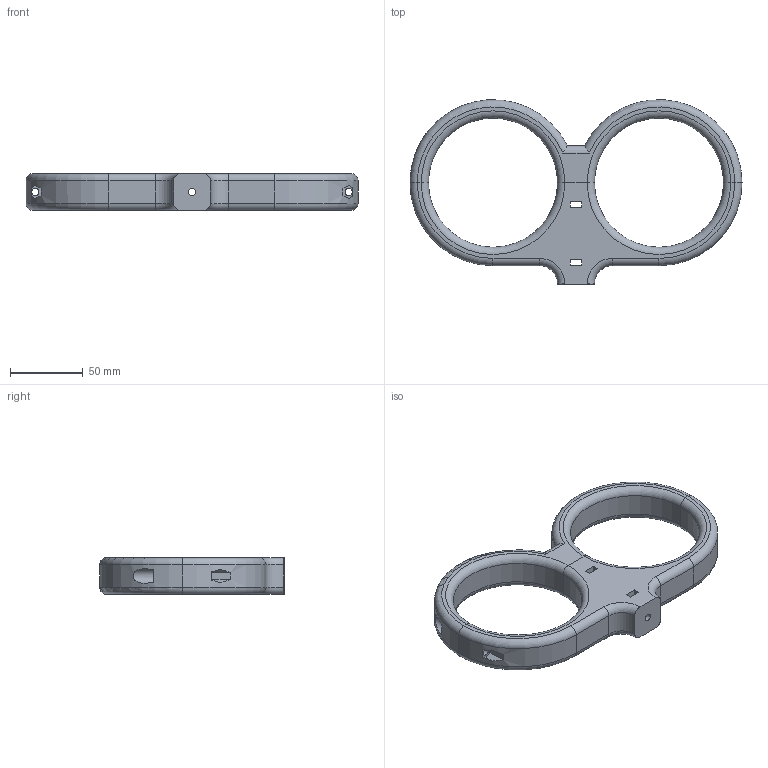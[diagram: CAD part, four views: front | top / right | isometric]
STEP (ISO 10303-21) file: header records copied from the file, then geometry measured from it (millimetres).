
FILE_DESCRIPTION(/* description */ (''),/* implementation_level */ '2;1');
FILE_NAME(/* name */ 'Sieve Mount.step',/* time_stamp */ '2024-06-01T19:17:49-04:00',/* author */ (''),/* organization */ (''),/* preprocessor_version */ 'ST-DEVELOPER v20',/* originating_system */ 'Autodesk Translation Framework v13.14.0.145',/* authorisation */ '');
FILE_SCHEMA (('AUTOMOTIVE_DESIGN { 1 0 10303 214 3 1 1 }'));
Length unit declared in the file: millimetre
Products named in the file (1): FusionComponent
Bounding box: 228.6 x 126.89 x 25.4 mm (x, y, z)
Volume: 234536.3 mm3; surface area: 51552.3 mm2
Topology: 2 solids, 2 shells, 90 faces, 227 edges, 146 vertices
Faces by surface type: plane 39, cylinder 31, torus 20
Full cylindrical faces by diameter (mm): 5 x8, 10 x1
Entity records: 2902 total; most frequent: CARTESIAN_POINT 575, DIRECTION 511, ORIENTED_EDGE 454, EDGE_CURVE 227, AXIS2_PLACEMENT_3D 199, VERTEX_POINT 146, EDGE_LOOP 115, LINE 113
